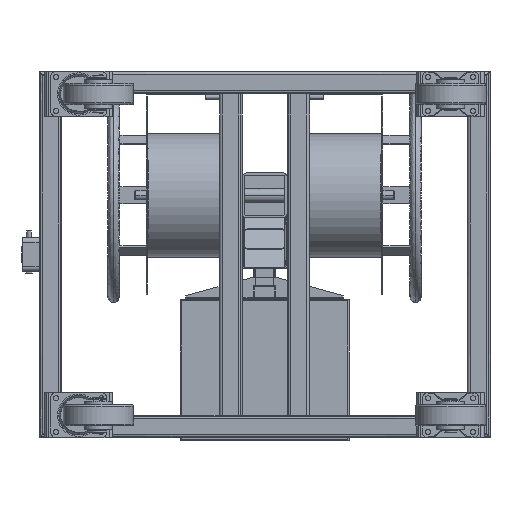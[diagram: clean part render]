
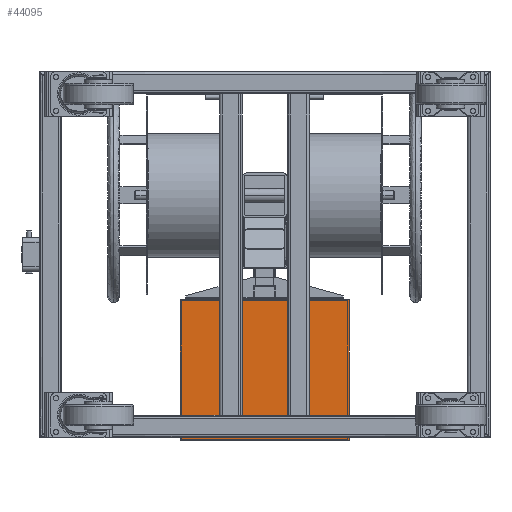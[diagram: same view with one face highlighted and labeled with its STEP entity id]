
A CAD part, front view. The second image highlights one B-rep face of the part: STEP entity #44095.
In plain terms, the highlighted free-form (B-spline) face has degree [1, 1] with [2, 2] control points.
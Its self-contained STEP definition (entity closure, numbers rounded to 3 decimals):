
#44008 = VERTEX_POINT('',#44009);
#44009 = CARTESIAN_POINT('',(-161.371,516.388,
    -86.065));
#44024 = VERTEX_POINT('',#44025);
#44025 = CARTESIAN_POINT('',(-161.371,516.388,
    -355.017));
#44030 = EDGE_CURVE('',#44024,#44008,#44031,.T.);
#44031 = B_SPLINE_CURVE_WITH_KNOTS('',1,(#44032,#44033),.UNSPECIFIED.,
  .F.,.F.,(2,2),(-0.,250.),.PIECEWISE_BEZIER_KNOTS.);
#44032 = CARTESIAN_POINT('',(-161.371,516.388,
    -355.017));
#44033 = CARTESIAN_POINT('',(-161.371,516.388,
    -86.065));
#44072 = VERTEX_POINT('',#44073);
#44073 = CARTESIAN_POINT('',(161.371,516.388,
    -86.065));
#44078 = EDGE_CURVE('',#44079,#44072,#44081,.T.);
#44079 = VERTEX_POINT('',#44080);
#44080 = CARTESIAN_POINT('',(161.371,516.388,
    -355.017));
#44081 = B_SPLINE_CURVE_WITH_KNOTS('',1,(#44082,#44083),.UNSPECIFIED.,
  .F.,.F.,(2,2),(-0.,250.),.PIECEWISE_BEZIER_KNOTS.);
#44082 = CARTESIAN_POINT('',(161.371,516.388,
    -355.017));
#44083 = CARTESIAN_POINT('',(161.371,516.388,
    -86.065));
#44095 = ADVANCED_FACE('',(#44096),#44110,.F.);
#44096 = FACE_BOUND('',#44097,.T.);
#44097 = EDGE_LOOP('',(#44098,#44103,#44104,#44109));
#44098 = ORIENTED_EDGE('',*,*,#44099,.T.);
#44099 = EDGE_CURVE('',#44072,#44008,#44100,.T.);
#44100 = B_SPLINE_CURVE_WITH_KNOTS('',1,(#44101,#44102),.UNSPECIFIED.,
  .F.,.F.,(2,2),(0.,300.),.PIECEWISE_BEZIER_KNOTS.);
#44101 = CARTESIAN_POINT('',(161.371,516.388,
    -86.065));
#44102 = CARTESIAN_POINT('',(-161.371,516.388,
    -86.065));
#44103 = ORIENTED_EDGE('',*,*,#44030,.F.);
#44104 = ORIENTED_EDGE('',*,*,#44105,.F.);
#44105 = EDGE_CURVE('',#44079,#44024,#44106,.T.);
#44106 = B_SPLINE_CURVE_WITH_KNOTS('',1,(#44107,#44108),.UNSPECIFIED.,
  .F.,.F.,(2,2),(0.,300.),.PIECEWISE_BEZIER_KNOTS.);
#44107 = CARTESIAN_POINT('',(161.371,516.388,
    -355.017));
#44108 = CARTESIAN_POINT('',(-161.371,516.388,
    -355.017));
#44109 = ORIENTED_EDGE('',*,*,#44078,.T.);
#44110 = B_SPLINE_SURFACE_WITH_KNOTS('',1,1,(
    (#44111,#44112)
    ,(#44113,#44114
    )),.UNSPECIFIED.,.F.,.F.,.F.,(2,2),(2,2),(-250.,0.),(0.,300.),
  .PIECEWISE_BEZIER_KNOTS.);
#44111 = CARTESIAN_POINT('',(161.371,516.388,
    -86.065));
#44112 = CARTESIAN_POINT('',(-161.371,516.388,
    -86.065));
#44113 = CARTESIAN_POINT('',(161.371,516.388,
    -355.017));
#44114 = CARTESIAN_POINT('',(-161.371,516.388,
    -355.017));
